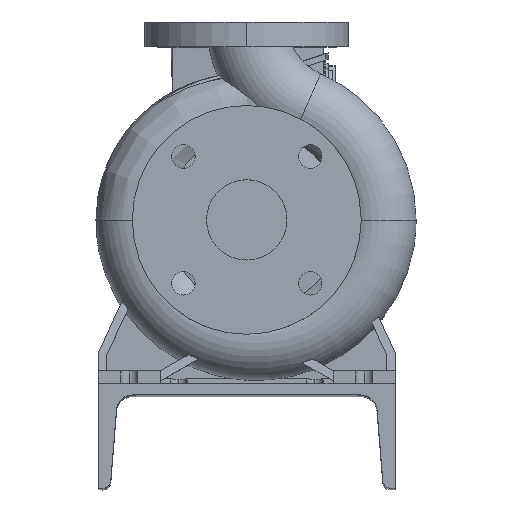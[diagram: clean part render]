
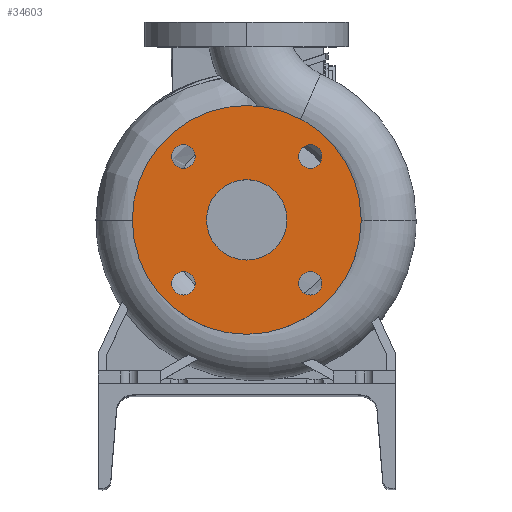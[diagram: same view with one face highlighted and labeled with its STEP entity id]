
A CAD part, top view. The second image highlights one B-rep face of the part: STEP entity #34603.
In plain terms, the highlighted planar face has unit normal (0, 0, 1).
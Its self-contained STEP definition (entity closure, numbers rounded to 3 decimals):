
#650 = CARTESIAN_POINT ( 'NONE',  ( 41.765, 51.265, 100. ) ) ;
#823 = DIRECTION ( 'NONE',  ( 0., -1., 0. ) ) ;
#943 = CARTESIAN_POINT ( 'NONE',  ( 0., -32.5, 100. ) ) ;
#1207 = DIRECTION ( 'NONE',  ( 0., -1., 0. ) ) ;
#1247 = CARTESIAN_POINT ( 'NONE',  ( 51.265, 51.265, 100. ) ) ;
#1354 = AXIS2_PLACEMENT_3D ( 'NONE', #16997, #22523, #2563 ) ;
#1825 = CIRCLE ( 'NONE', #16374, 9.5 ) ;
#1961 = ORIENTED_EDGE ( 'NONE', *, *, #6587, .T. ) ;
#2532 = ORIENTED_EDGE ( 'NONE', *, *, #13360, .F. ) ;
#2563 = DIRECTION ( 'NONE',  ( 0., -1., 0. ) ) ;
#2858 = EDGE_LOOP ( 'NONE', ( #2994, #20920 ) ) ;
#2872 = CIRCLE ( 'NONE', #14396, 9.5 ) ;
#2994 = ORIENTED_EDGE ( 'NONE', *, *, #12324, .F. ) ;
#3506 = DIRECTION ( 'NONE',  ( 0., 0., 1. ) ) ;
#3560 = DIRECTION ( 'NONE',  ( 0., -1., 0. ) ) ;
#3752 = VERTEX_POINT ( 'NONE', #32148 ) ;
#3791 = CARTESIAN_POINT ( 'NONE',  ( 51.265, -60.765, 100. ) ) ;
#3863 = DIRECTION ( 'NONE',  ( 0., -1., 0. ) ) ;
#4051 = DIRECTION ( 'NONE',  ( 0., -1., 0. ) ) ;
#4081 = DIRECTION ( 'NONE',  ( 0., 0., 1. ) ) ;
#4441 = CIRCLE ( 'NONE', #34849, 9.5 ) ;
#4880 = EDGE_CURVE ( 'NONE', #12308, #34011, #26625, .T. ) ;
#4930 = VERTEX_POINT ( 'NONE', #650 ) ;
#5367 = FACE_BOUND ( 'NONE', #33692, .T. ) ;
#5549 = EDGE_CURVE ( 'NONE', #4930, #3752, #7174, .T. ) ;
#6151 = CIRCLE ( 'NONE', #10990, 9.5 ) ;
#6309 = DIRECTION ( 'NONE',  ( 0., 0., 1. ) ) ;
#6587 = EDGE_CURVE ( 'NONE', #28674, #17706, #15131, .T. ) ;
#7174 = CIRCLE ( 'NONE', #19306, 9.5 ) ;
#7194 = DIRECTION ( 'NONE',  ( 0., 0., 1. ) ) ;
#7516 = EDGE_CURVE ( 'NONE', #25395, #25356, #1825, .T. ) ;
#7523 = ORIENTED_EDGE ( 'NONE', *, *, #5549, .F. ) ;
#7623 = CIRCLE ( 'NONE', #14323, 32.5 ) ;
#7907 = ORIENTED_EDGE ( 'NONE', *, *, #28843, .F. ) ;
#8402 = DIRECTION ( 'NONE',  ( 0., 1., 0. ) ) ;
#8863 = CARTESIAN_POINT ( 'NONE',  ( -51.265, -60.765, 100. ) ) ;
#9086 = DIRECTION ( 'NONE',  ( 0., 0., 1. ) ) ;
#9341 = CIRCLE ( 'NONE', #30592, 9.5 ) ;
#9789 = DIRECTION ( 'NONE',  ( 0., 0., 1. ) ) ;
#9803 = VERTEX_POINT ( 'NONE', #22990 ) ;
#10786 = DIRECTION ( 'NONE',  ( 0., -1., 0. ) ) ;
#10990 = AXIS2_PLACEMENT_3D ( 'NONE', #35472, #30106, #4051 ) ;
#11252 = FACE_BOUND ( 'NONE', #2858, .T. ) ;
#11627 = PLANE ( 'NONE',  #18349 ) ;
#11643 = DIRECTION ( 'NONE',  ( 0., 0., 1. ) ) ;
#11756 = DIRECTION ( 'NONE',  ( 0., 0., 1. ) ) ;
#11859 = CARTESIAN_POINT ( 'NONE',  ( 0., 32.5, 100. ) ) ;
#12308 = VERTEX_POINT ( 'NONE', #11859 ) ;
#12324 = EDGE_CURVE ( 'NONE', #28005, #28113, #6151, .T. ) ;
#12392 = CARTESIAN_POINT ( 'NONE',  ( -51.265, 51.265, 100. ) ) ;
#12642 = DIRECTION ( 'NONE',  ( 1., 0., 0. ) ) ;
#13034 = CARTESIAN_POINT ( 'NONE',  ( 0., 0., 100. ) ) ;
#13221 = CARTESIAN_POINT ( 'NONE',  ( -51.265, 41.765, 100. ) ) ;
#13360 = EDGE_CURVE ( 'NONE', #25356, #25395, #18952, .T. ) ;
#13363 = CARTESIAN_POINT ( 'NONE',  ( 0., -92.5, 100. ) ) ;
#14323 = AXIS2_PLACEMENT_3D ( 'NONE', #13034, #9789, #3560 ) ;
#14364 = EDGE_CURVE ( 'NONE', #9803, #19862, #4441, .T. ) ;
#14396 = AXIS2_PLACEMENT_3D ( 'NONE', #35634, #18280, #823 ) ;
#14827 = CARTESIAN_POINT ( 'NONE',  ( 51.265, -41.765, 100. ) ) ;
#14998 = CARTESIAN_POINT ( 'NONE',  ( 51.265, -51.265, 100. ) ) ;
#15131 = CIRCLE ( 'NONE', #16319, 92.5 ) ;
#16319 = AXIS2_PLACEMENT_3D ( 'NONE', #26792, #11756, #28889 ) ;
#16374 = AXIS2_PLACEMENT_3D ( 'NONE', #19170, #7194, #10786 ) ;
#16483 = ORIENTED_EDGE ( 'NONE', *, *, #4880, .F. ) ;
#16640 = EDGE_LOOP ( 'NONE', ( #7907, #37071 ) ) ;
#16997 = CARTESIAN_POINT ( 'NONE',  ( -51.265, -51.265, 100. ) ) ;
#17078 = DIRECTION ( 'NONE',  ( 0., -1., 0. ) ) ;
#17345 = FACE_BOUND ( 'NONE', #18507, .T. ) ;
#17548 = CARTESIAN_POINT ( 'NONE',  ( 0., 0., 100. ) ) ;
#17706 = VERTEX_POINT ( 'NONE', #19273 ) ;
#18280 = DIRECTION ( 'NONE',  ( 0., 0., 1. ) ) ;
#18349 = AXIS2_PLACEMENT_3D ( 'NONE', #23243, #34484, #8402 ) ;
#18496 = CARTESIAN_POINT ( 'NONE',  ( 0., 0., 100. ) ) ;
#18507 = EDGE_LOOP ( 'NONE', ( #27142, #2532 ) ) ;
#18952 = CIRCLE ( 'NONE', #1354, 9.5 ) ;
#19170 = CARTESIAN_POINT ( 'NONE',  ( -51.265, -51.265, 100. ) ) ;
#19273 = CARTESIAN_POINT ( 'NONE',  ( 0., 92.5, 100. ) ) ;
#19306 = AXIS2_PLACEMENT_3D ( 'NONE', #26928, #4081, #12642 ) ;
#19437 = EDGE_LOOP ( 'NONE', ( #20302, #7523 ) ) ;
#19862 = VERTEX_POINT ( 'NONE', #13221 ) ;
#20153 = ORIENTED_EDGE ( 'NONE', *, *, #31756, .T. ) ;
#20302 = ORIENTED_EDGE ( 'NONE', *, *, #37314, .F. ) ;
#20521 = AXIS2_PLACEMENT_3D ( 'NONE', #17548, #11643, #3863 ) ;
#20549 = EDGE_CURVE ( 'NONE', #28113, #28005, #20791, .T. ) ;
#20791 = CIRCLE ( 'NONE', #25649, 9.5 ) ;
#20920 = ORIENTED_EDGE ( 'NONE', *, *, #20549, .F. ) ;
#21550 = ORIENTED_EDGE ( 'NONE', *, *, #27075, .F. ) ;
#22523 = DIRECTION ( 'NONE',  ( 0., 0., 1. ) ) ;
#22990 = CARTESIAN_POINT ( 'NONE',  ( -51.265, 60.765, 100. ) ) ;
#23243 = CARTESIAN_POINT ( 'NONE',  ( 0., 92.5, 100. ) ) ;
#25189 = DIRECTION ( 'NONE',  ( 0., 0., 1. ) ) ;
#25356 = VERTEX_POINT ( 'NONE', #26187 ) ;
#25395 = VERTEX_POINT ( 'NONE', #8863 ) ;
#25649 = AXIS2_PLACEMENT_3D ( 'NONE', #14998, #9086, #17078 ) ;
#25732 = FACE_BOUND ( 'NONE', #19437, .T. ) ;
#26086 = AXIS2_PLACEMENT_3D ( 'NONE', #18496, #3506, #1207 ) ;
#26187 = CARTESIAN_POINT ( 'NONE',  ( -51.265, -41.765, 100. ) ) ;
#26625 = CIRCLE ( 'NONE', #20521, 32.5 ) ;
#26792 = CARTESIAN_POINT ( 'NONE',  ( 0., 0., 100. ) ) ;
#26928 = CARTESIAN_POINT ( 'NONE',  ( 51.265, 51.265, 100. ) ) ;
#27075 = EDGE_CURVE ( 'NONE', #34011, #12308, #7623, .T. ) ;
#27142 = ORIENTED_EDGE ( 'NONE', *, *, #7516, .F. ) ;
#28005 = VERTEX_POINT ( 'NONE', #3791 ) ;
#28113 = VERTEX_POINT ( 'NONE', #14827 ) ;
#28571 = FACE_OUTER_BOUND ( 'NONE', #34062, .T. ) ;
#28674 = VERTEX_POINT ( 'NONE', #13363 ) ;
#28843 = EDGE_CURVE ( 'NONE', #19862, #9803, #2872, .T. ) ;
#28889 = DIRECTION ( 'NONE',  ( 0., -1., 0. ) ) ;
#29705 = DIRECTION ( 'NONE',  ( 0., -1., 0. ) ) ;
#30106 = DIRECTION ( 'NONE',  ( 0., 0., 1. ) ) ;
#30592 = AXIS2_PLACEMENT_3D ( 'NONE', #1247, #25189, #37171 ) ;
#31756 = EDGE_CURVE ( 'NONE', #17706, #28674, #35825, .T. ) ;
#32148 = CARTESIAN_POINT ( 'NONE',  ( 60.765, 51.265, 100. ) ) ;
#33692 = EDGE_LOOP ( 'NONE', ( #21550, #16483 ) ) ;
#34011 = VERTEX_POINT ( 'NONE', #943 ) ;
#34062 = EDGE_LOOP ( 'NONE', ( #1961, #20153 ) ) ;
#34484 = DIRECTION ( 'NONE',  ( 0., 0., -1. ) ) ;
#34603 = ADVANCED_FACE ( 'NONE', ( #5367, #28571, #25732, #37336, #17345, #11252 ), #11627, .F. ) ;
#34849 = AXIS2_PLACEMENT_3D ( 'NONE', #12392, #6309, #29705 ) ;
#35472 = CARTESIAN_POINT ( 'NONE',  ( 51.265, -51.265, 100. ) ) ;
#35634 = CARTESIAN_POINT ( 'NONE',  ( -51.265, 51.265, 100. ) ) ;
#35825 = CIRCLE ( 'NONE', #26086, 92.5 ) ;
#37071 = ORIENTED_EDGE ( 'NONE', *, *, #14364, .F. ) ;
#37171 = DIRECTION ( 'NONE',  ( 1., 0., 0. ) ) ;
#37314 = EDGE_CURVE ( 'NONE', #3752, #4930, #9341, .T. ) ;
#37336 = FACE_BOUND ( 'NONE', #16640, .T. ) ;
